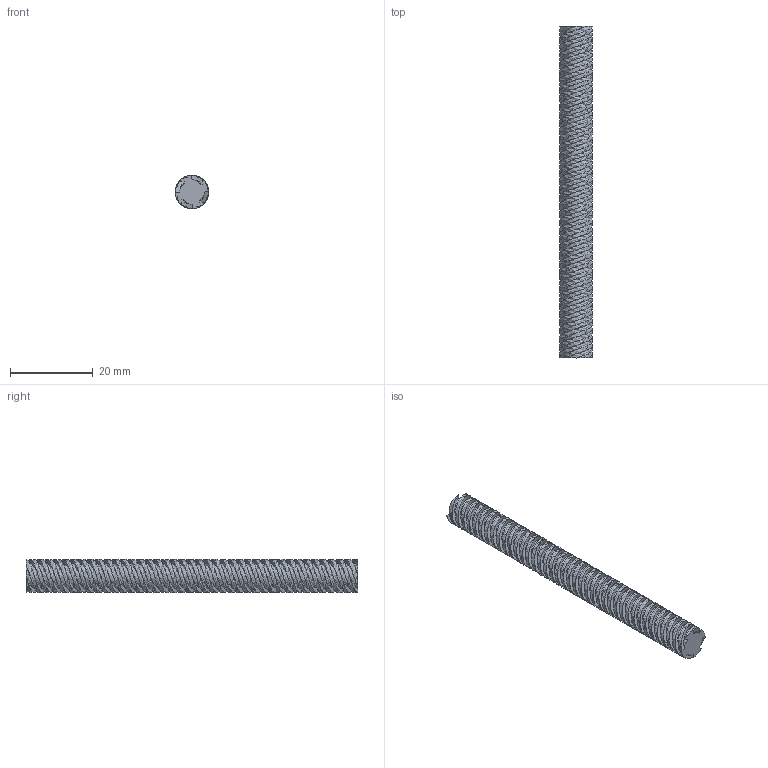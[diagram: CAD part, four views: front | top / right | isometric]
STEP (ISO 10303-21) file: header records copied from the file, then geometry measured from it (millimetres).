
FILE_DESCRIPTION(/* description */ (''),/* implementation_level */ '2;1');
FILE_NAME(/* name */ 'ACME-Lead-Screw-8mm.step',/* time_stamp */ '2019-12-10T20:04:01+00:00',/* author */ (''),/* organization */ (''),/* preprocessor_version */ 'ST-DEVELOPER v18',/* originating_system */ 'Autodesk Translation Framework v8.12.0.6',/* authorisation */ '');
FILE_SCHEMA (('AUTOMOTIVE_DESIGN { 1 0 10303 214 3 1 1 }'));
Length unit declared in the file: millimetre
Products named in the file (1): ACME-Lead-Screw-8mm
Bounding box: 8 x 80 x 8 mm (x, y, z)
Volume: 3115.1 mm3; surface area: 3705.4 mm2
Topology: 1 solids, 1 shells, 18 faces, 48 edges, 32 vertices
Faces by surface type: bspline 16, plane 2
Entity records: 13001 total; most frequent: CARTESIAN_POINT 12619, ORIENTED_EDGE 96, EDGE_CURVE 48, B_SPLINE_CURVE_WITH_KNOTS 32, VERTEX_POINT 32, DIRECTION 30, FACE_OUTER_BOUND 18, EDGE_LOOP 18
